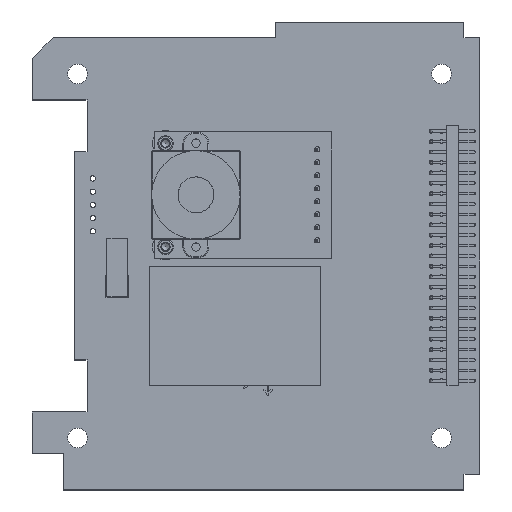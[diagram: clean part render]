
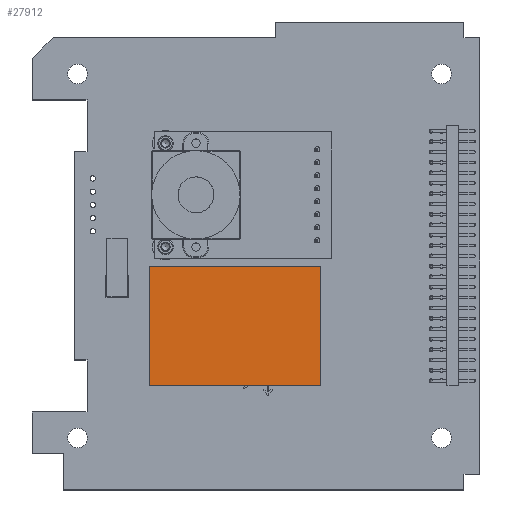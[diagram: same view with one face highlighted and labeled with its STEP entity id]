
A CAD part, top view. The second image highlights one B-rep face of the part: STEP entity #27912.
In plain terms, the highlighted face is planar.
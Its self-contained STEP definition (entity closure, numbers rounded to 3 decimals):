
#4011=FACE_OUTER_BOUND('',#5865,.T.);
#5865=EDGE_LOOP('',(#24569,#24570,#24571,#24572));
#8282=LINE('',#45457,#11187);
#8286=LINE('',#45465,#11191);
#8289=LINE('',#45471,#11194);
#8292=LINE('',#45476,#11197);
#11187=VECTOR('',#37372,10.);
#11191=VECTOR('',#37378,10.);
#11194=VECTOR('',#37383,10.);
#11197=VECTOR('',#37388,10.);
#13714=VERTEX_POINT('',#45455);
#13715=VERTEX_POINT('',#45456);
#13718=VERTEX_POINT('',#45464);
#13720=VERTEX_POINT('',#45470);
#17605=EDGE_CURVE('',#13714,#13715,#8282,.T.);
#17609=EDGE_CURVE('',#13718,#13714,#8286,.T.);
#17612=EDGE_CURVE('',#13720,#13718,#8289,.T.);
#17615=EDGE_CURVE('',#13715,#13720,#8292,.T.);
#24569=ORIENTED_EDGE('',*,*,#17615,.F.);
#24570=ORIENTED_EDGE('',*,*,#17605,.F.);
#24571=ORIENTED_EDGE('',*,*,#17609,.F.);
#24572=ORIENTED_EDGE('',*,*,#17612,.F.);
#26437=PLANE('',#30480);
#27912=ADVANCED_FACE('',(#4011),#26437,.F.);
#30480=AXIS2_PLACEMENT_3D('',#45479,#37392,#37393);
#37372=DIRECTION('',(-1.,0.,0.));
#37378=DIRECTION('',(0.,0.,-1.));
#37383=DIRECTION('',(1.,0.,0.));
#37388=DIRECTION('',(0.,0.,1.));
#37392=DIRECTION('center_axis',(0.,1.,0.));
#37393=DIRECTION('ref_axis',(1.,0.,0.));
#45455=CARTESIAN_POINT('',(33.,0.,-23.));
#45456=CARTESIAN_POINT('',(0.,0.,-23.));
#45457=CARTESIAN_POINT('',(33.,0.,-23.));
#45464=CARTESIAN_POINT('',(33.,0.,0.));
#45465=CARTESIAN_POINT('',(33.,0.,0.));
#45470=CARTESIAN_POINT('',(0.,0.,0.));
#45471=CARTESIAN_POINT('',(0.,0.,0.));
#45476=CARTESIAN_POINT('',(0.,0.,-23.));
#45479=CARTESIAN_POINT('Origin',(16.5,0.,-11.5));
